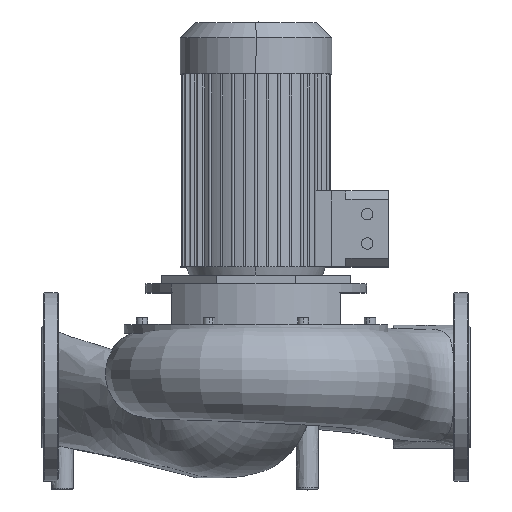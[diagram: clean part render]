
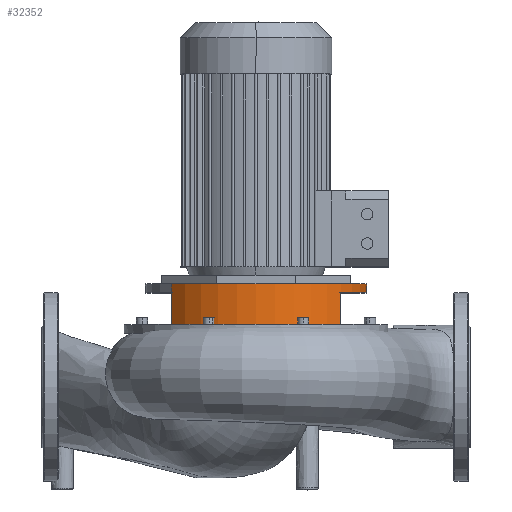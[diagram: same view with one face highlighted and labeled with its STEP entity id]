
A CAD part, top view. The second image highlights one B-rep face of the part: STEP entity #32352.
In plain terms, the highlighted cylindrical face has radius 129 mm (diameter 258 mm), a partial arc.
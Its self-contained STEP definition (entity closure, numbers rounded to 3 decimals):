
#29610=CARTESIAN_POINT('',(151.18,120.0,302.92));
#29611=VERTEX_POINT('',#29610);
#29612=CARTESIAN_POINT('',(151.18,110.0,302.92));
#29613=VERTEX_POINT('',#29612);
#29614=CARTESIAN_POINT('',(151.18,120.0,302.92));
#29615=DIRECTION('',(0.0,-1.0,0.0));
#29616=VECTOR('',#29615,10.0);
#29617=LINE('',#29614,#29616);
#29618=EDGE_CURVE('',#29611,#29613,#29617,.T.);
#29620=CARTESIAN_POINT('',(348.82,120.0,137.08));
#29621=VERTEX_POINT('',#29620);
#29629=CARTESIAN_POINT('',(348.82,110.0,137.08));
#29630=VERTEX_POINT('',#29629);
#29631=CARTESIAN_POINT('',(348.82,120.0,137.08));
#29632=DIRECTION('',(0.0,-1.0,0.0));
#29633=VECTOR('',#29632,10.0);
#29634=LINE('',#29631,#29633);
#29635=EDGE_CURVE('',#29621,#29630,#29634,.T.);
#32245=CARTESIAN_POINT('',(348.82,110.0,302.92));
#32246=VERTEX_POINT('',#32245);
#32247=CARTESIAN_POINT('',(250.0,110.0,220.0));
#32248=DIRECTION('',(0.0,-1.0,0.0));
#32249=DIRECTION('',(-1.0,0.0,0.0));
#32250=AXIS2_PLACEMENT_3D('',#32247,#32248,#32249);
#32251=CIRCLE('',#32250,129.0);
#32252=EDGE_CURVE('',#29630,#32246,#32251,.T.);
#32287=CARTESIAN_POINT('',(379.0,120.0,220.));
#32288=VERTEX_POINT('',#32287);
#32289=CARTESIAN_POINT('',(250.0,120.0,220.0));
#32290=DIRECTION('',(0.0,-1.0,0.0));
#32291=DIRECTION('',(-1.0,0.0,0.0));
#32292=AXIS2_PLACEMENT_3D('',#32289,#32290,#32291);
#32293=CIRCLE('',#32292,129.0);
#32294=EDGE_CURVE('',#32288,#29611,#32293,.T.);
#32296=CARTESIAN_POINT('',(250.0,120.0,220.0));
#32297=DIRECTION('',(0.0,-1.0,0.0));
#32298=DIRECTION('',(-1.0,0.0,0.0));
#32299=AXIS2_PLACEMENT_3D('',#32296,#32297,#32298);
#32300=CIRCLE('',#32299,129.0);
#32301=EDGE_CURVE('',#29621,#32288,#32300,.T.);
#32317=CARTESIAN_POINT('',(250.0,72.5,220.0));
#32318=DIRECTION('',(0.0,1.0,0.0));
#32319=DIRECTION('',(-0.766,0.0,0.643));
#32320=AXIS2_PLACEMENT_3D('',#32317,#32318,#32319);
#32321=CYLINDRICAL_SURFACE('',#32320,129.0);
#32322=ORIENTED_EDGE('',*,*,#29618,.T.);
#32323=CARTESIAN_POINT('',(151.18,72.5,302.92));
#32324=VERTEX_POINT('',#32323);
#32325=CARTESIAN_POINT('',(151.18,72.5,302.92));
#32326=DIRECTION('',(0.0,1.0,0.0));
#32327=VECTOR('',#32326,37.5);
#32328=LINE('',#32325,#32327);
#32329=EDGE_CURVE('',#32324,#29613,#32328,.T.);
#32330=ORIENTED_EDGE('',*,*,#32329,.F.);
#32331=CARTESIAN_POINT('',(348.82,72.5,302.92));
#32332=VERTEX_POINT('',#32331);
#32333=CARTESIAN_POINT('',(250.0,72.5,220.0));
#32334=DIRECTION('',(0.0,-1.,0.0));
#32335=DIRECTION('',(-0.766,0.0,0.643));
#32336=AXIS2_PLACEMENT_3D('',#32333,#32334,#32335);
#32337=CIRCLE('',#32336,129.0);
#32338=EDGE_CURVE('',#32332,#32324,#32337,.T.);
#32339=ORIENTED_EDGE('',*,*,#32338,.F.);
#32340=CARTESIAN_POINT('',(348.82,72.5,302.92));
#32341=DIRECTION('',(0.0,1.0,0.0));
#32342=VECTOR('',#32341,37.5);
#32343=LINE('',#32340,#32342);
#32344=EDGE_CURVE('',#32332,#32246,#32343,.T.);
#32345=ORIENTED_EDGE('',*,*,#32344,.T.);
#32346=ORIENTED_EDGE('',*,*,#32252,.F.);
#32347=ORIENTED_EDGE('',*,*,#29635,.F.);
#32348=ORIENTED_EDGE('',*,*,#32301,.T.);
#32349=ORIENTED_EDGE('',*,*,#32294,.T.);
#32350=EDGE_LOOP('',(#32322,#32330,#32339,#32345,#32346,#32347,#32348,#32349));
#32351=FACE_OUTER_BOUND('',#32350,.T.);
#32352=ADVANCED_FACE('',(#32351),#32321,.T.);
